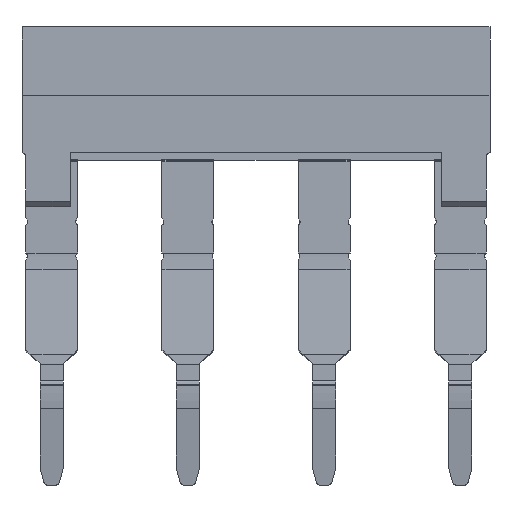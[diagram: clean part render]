
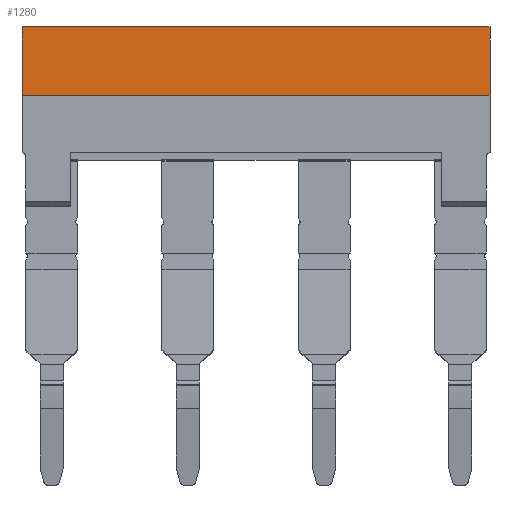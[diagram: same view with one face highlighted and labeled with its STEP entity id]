
A CAD part, front view. The second image highlights one B-rep face of the part: STEP entity #1280.
In plain terms, the highlighted planar face has unit normal (0, -1, 0).
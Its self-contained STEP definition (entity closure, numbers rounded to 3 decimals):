
#1267=AXIS2_PLACEMENT_3D('Plane Axis2P3D',#1264,#1265,#1266) ;
#1138=CARTESIAN_POINT('Vertex',(0.,0.,21.022)) ;
#1141=CARTESIAN_POINT('Line Origine',(0.,0.,22.872)) ;
#1145=CARTESIAN_POINT('Vertex',(0.,0.,24.722)) ;
#1182=CARTESIAN_POINT('Vertex',(25.25,0.,21.022)) ;
#1185=CARTESIAN_POINT('Line Origine',(12.625,0.,21.022)) ;
#1249=CARTESIAN_POINT('Vertex',(25.25,0.,24.722)) ;
#1252=CARTESIAN_POINT('Line Origine',(12.625,0.,24.722)) ;
#1264=CARTESIAN_POINT('Axis2P3D Location',(82.45,0.,21.222)) ;
#1269=CARTESIAN_POINT('Line Origine',(25.25,0.,22.872)) ;
#1142=DIRECTION('Vector Direction',(0.,0.,1.)) ;
#1186=DIRECTION('Vector Direction',(-1.,0.,0.)) ;
#1253=DIRECTION('Vector Direction',(-1.,0.,0.)) ;
#1265=DIRECTION('Axis2P3D Direction',(0.,1.,0.)) ;
#1266=DIRECTION('Axis2P3D XDirection',(0.,0.,1.)) ;
#1270=DIRECTION('Vector Direction',(0.,0.,-1.)) ;
#1143=VECTOR('Line Direction',#1142,1.) ;
#1187=VECTOR('Line Direction',#1186,1.) ;
#1254=VECTOR('Line Direction',#1253,1.) ;
#1271=VECTOR('Line Direction',#1270,1.) ;
#1275=ORIENTED_EDGE('',*,*,#1273,.F.) ;
#1276=ORIENTED_EDGE('',*,*,#1256,.T.) ;
#1277=ORIENTED_EDGE('',*,*,#1147,.F.) ;
#1278=ORIENTED_EDGE('',*,*,#1189,.F.) ;
#1280=ADVANCED_FACE('68405_HDC_MXCC_4X_02.1\\HDC_MXCC_4X_12_KOTR.1\\K\X2\00F6\X0\rper.20',(#1279),#1268,.F.) ;
#1147=EDGE_CURVE('',#1139,#1146,#1144,.T.) ;
#1189=EDGE_CURVE('',#1183,#1139,#1188,.T.) ;
#1256=EDGE_CURVE('',#1250,#1146,#1255,.T.) ;
#1273=EDGE_CURVE('',#1250,#1183,#1272,.T.) ;
#1274=EDGE_LOOP('',(#1275,#1276,#1277,#1278)) ;
#1279=FACE_OUTER_BOUND('',#1274,.T.) ;
#1144=LINE('Line',#1141,#1143) ;
#1188=LINE('Line',#1185,#1187) ;
#1255=LINE('Line',#1252,#1254) ;
#1272=LINE('Line',#1269,#1271) ;
#1268=PLANE('',#1267) ;
#1139=VERTEX_POINT('',#1138) ;
#1146=VERTEX_POINT('',#1145) ;
#1183=VERTEX_POINT('',#1182) ;
#1250=VERTEX_POINT('',#1249) ;
